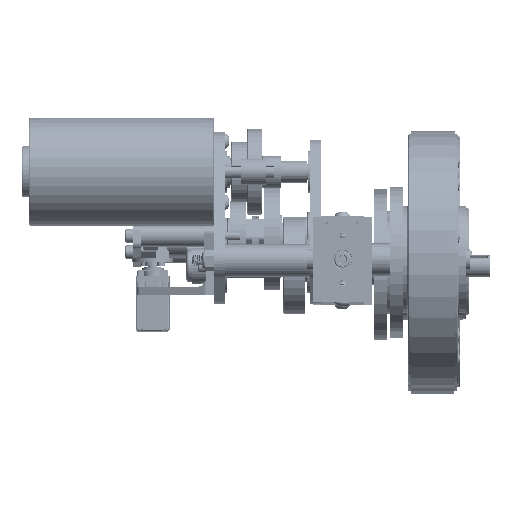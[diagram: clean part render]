
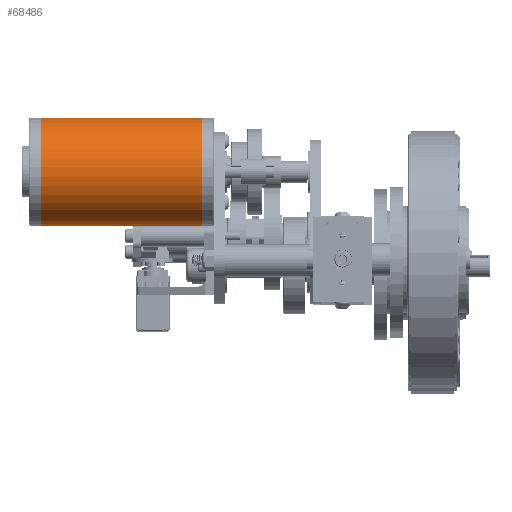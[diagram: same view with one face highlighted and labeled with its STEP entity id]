
A CAD part, top view. The second image highlights one B-rep face of the part: STEP entity #68486.
In plain terms, the highlighted cylindrical face has radius 32.207 mm (diameter 64.414 mm), a full revolution.
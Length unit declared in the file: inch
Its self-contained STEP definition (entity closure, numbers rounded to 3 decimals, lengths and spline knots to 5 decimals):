
#68444=CARTESIAN_POINT('',(-1.268,0.,0.0));
#68445=VERTEX_POINT('',#68444);
#68446=CARTESIAN_POINT('',(0.0,0.0,0.0));
#68447=DIRECTION('',(0.0,0.0,1.0));
#68448=DIRECTION('',(1.0,0.0,0.0));
#68449=AXIS2_PLACEMENT_3D('',#68446,#68447,#68448);
#68450=CIRCLE('',#68449,1.268);
#68451=EDGE_CURVE('',#68445,#68445,#68450,.T.);
#68467=CARTESIAN_POINT('',(0.0,0.0,0.0));
#68468=DIRECTION('',(0.0,0.0,-1.0));
#68469=DIRECTION('',(1.0,0.0,0.0));
#68470=AXIS2_PLACEMENT_3D('',#68467,#68468,#68469);
#68471=CYLINDRICAL_SURFACE('',#68470,1.268);
#68472=CARTESIAN_POINT('',(-1.268,0.,-3.764));
#68473=VERTEX_POINT('',#68472);
#68474=CARTESIAN_POINT('',(0.0,0.0,-3.764));
#68475=DIRECTION('',(0.0,0.0,1.0));
#68476=DIRECTION('',(1.0,0.0,0.0));
#68477=AXIS2_PLACEMENT_3D('',#68474,#68475,#68476);
#68478=CIRCLE('',#68477,1.268);
#68479=EDGE_CURVE('',#68473,#68473,#68478,.T.);
#68480=ORIENTED_EDGE('',*,*,#68479,.T.);
#68481=EDGE_LOOP('',(#68480));
#68482=FACE_OUTER_BOUND('',#68481,.T.);
#68483=ORIENTED_EDGE('',*,*,#68451,.F.);
#68484=EDGE_LOOP('',(#68483));
#68485=FACE_BOUND('',#68484,.T.);
#68486=ADVANCED_FACE('',(#68482,#68485),#68471,.T.);
